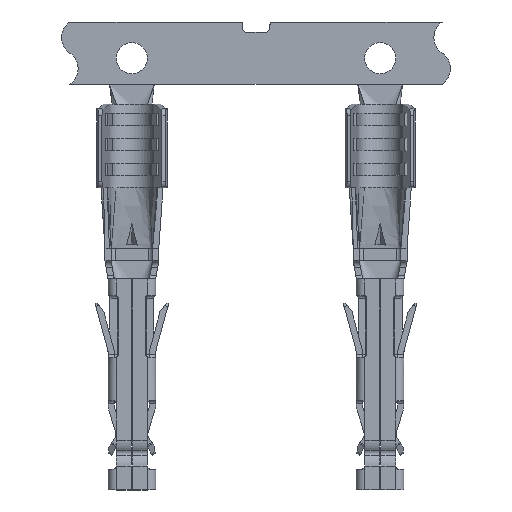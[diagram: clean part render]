
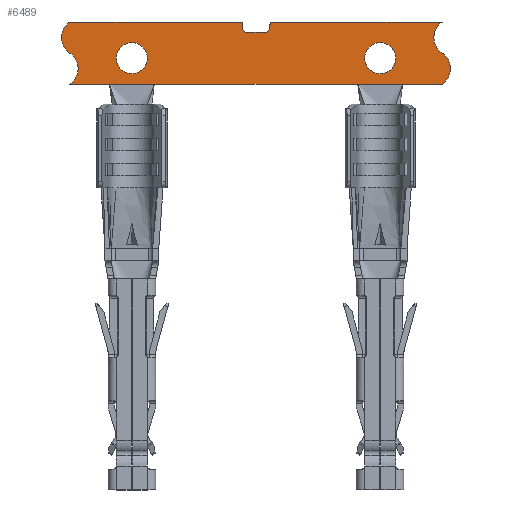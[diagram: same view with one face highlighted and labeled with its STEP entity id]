
A CAD part, top view. The second image highlights one B-rep face of the part: STEP entity #6489.
In plain terms, the highlighted planar face has unit normal (0, 0, 1).
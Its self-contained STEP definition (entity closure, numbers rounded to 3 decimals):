
#353=CIRCLE('',#7057,0.9);
#355=CIRCLE('',#7061,0.9);
#357=CIRCLE('',#7064,0.9);
#359=CIRCLE('',#7068,0.2);
#361=CIRCLE('',#7072,0.2);
#363=CIRCLE('',#7076,0.2);
#364=CIRCLE('',#7080,0.75);
#366=CIRCLE('',#7083,0.75);
#369=CIRCLE('',#7087,0.9);
#2391=ORIENTED_EDGE('',*,*,#3375,.F.);
#2392=ORIENTED_EDGE('',*,*,#3373,.T.);
#2393=ORIENTED_EDGE('',*,*,#3338,.T.);
#2394=ORIENTED_EDGE('',*,*,#3342,.T.);
#2395=ORIENTED_EDGE('',*,*,#3345,.T.);
#2396=ORIENTED_EDGE('',*,*,#3348,.T.);
#2397=ORIENTED_EDGE('',*,*,#3351,.T.);
#2398=ORIENTED_EDGE('',*,*,#3354,.T.);
#2399=ORIENTED_EDGE('',*,*,#3357,.T.);
#2400=ORIENTED_EDGE('',*,*,#3360,.T.);
#2401=ORIENTED_EDGE('',*,*,#3363,.T.);
#2402=ORIENTED_EDGE('',*,*,#3366,.T.);
#2403=ORIENTED_EDGE('',*,*,#3369,.T.);
#2404=ORIENTED_EDGE('',*,*,#3372,.T.);
#2405=ORIENTED_EDGE('',*,*,#3378,.T.);
#3338=EDGE_CURVE('',#3973,#3972,#353,.T.);
#3342=EDGE_CURVE('',#3972,#3975,#4617,.T.);
#3345=EDGE_CURVE('',#3975,#3977,#355,.T.);
#3348=EDGE_CURVE('',#3977,#3979,#357,.T.);
#3351=EDGE_CURVE('',#3979,#3981,#4622,.T.);
#3354=EDGE_CURVE('',#3981,#3983,#359,.T.);
#3357=EDGE_CURVE('',#3983,#3985,#4626,.T.);
#3360=EDGE_CURVE('',#3985,#3987,#361,.T.);
#3363=EDGE_CURVE('',#3987,#3989,#4630,.T.);
#3366=EDGE_CURVE('',#3989,#3991,#363,.T.);
#3369=EDGE_CURVE('',#3991,#3993,#4634,.T.);
#3372=EDGE_CURVE('',#3993,#3995,#4637,.T.);
#3373=EDGE_CURVE('',#3996,#3996,#364,.T.);
#3375=EDGE_CURVE('',#3998,#3998,#366,.T.);
#3378=EDGE_CURVE('',#3995,#3973,#369,.T.);
#3972=VERTEX_POINT('',#11226);
#3973=VERTEX_POINT('',#11228);
#3975=VERTEX_POINT('',#11234);
#3977=VERTEX_POINT('',#11240);
#3979=VERTEX_POINT('',#11246);
#3981=VERTEX_POINT('',#11252);
#3983=VERTEX_POINT('',#11258);
#3985=VERTEX_POINT('',#11264);
#3987=VERTEX_POINT('',#11270);
#3989=VERTEX_POINT('',#11276);
#3991=VERTEX_POINT('',#11282);
#3993=VERTEX_POINT('',#11288);
#3995=VERTEX_POINT('',#11294);
#3996=VERTEX_POINT('',#11298);
#3998=VERTEX_POINT('',#11303);
#4617=LINE('',#11235,#5255);
#4622=LINE('',#11253,#5260);
#4626=LINE('',#11265,#5264);
#4630=LINE('',#11277,#5268);
#4634=LINE('',#11289,#5272);
#4637=LINE('',#11295,#5275);
#5255=VECTOR('',#8795,1000.);
#5260=VECTOR('',#8814,1000.);
#5264=VECTOR('',#8826,1000.);
#5268=VECTOR('',#8838,1000.);
#5272=VECTOR('',#8850,1000.);
#5275=VECTOR('',#8855,1000.);
#5615=EDGE_LOOP('',(#2391));
#5616=EDGE_LOOP('',(#2392));
#5617=EDGE_LOOP('',(#2393,#2394,#2395,#2396,#2397,#2398,#2399,#2400,#2401,
#2402,#2403,#2404,#2405));
#5960=FACE_BOUND('',#5615,.T.);
#5961=FACE_BOUND('',#5616,.T.);
#5962=FACE_BOUND('',#5617,.T.);
#6151=PLANE('',#7088);
#6489=ADVANCED_FACE('',(#5960,#5961,#5962),#6151,.F.);
#7057=AXIS2_PLACEMENT_3D('',#11227,#8788,#8789);
#7061=AXIS2_PLACEMENT_3D('',#11241,#8801,#8802);
#7064=AXIS2_PLACEMENT_3D('',#11247,#8808,#8809);
#7068=AXIS2_PLACEMENT_3D('',#11259,#8820,#8821);
#7072=AXIS2_PLACEMENT_3D('',#11271,#8832,#8833);
#7076=AXIS2_PLACEMENT_3D('',#11283,#8844,#8845);
#7080=AXIS2_PLACEMENT_3D('',#11297,#8858,#8859);
#7083=AXIS2_PLACEMENT_3D('',#11302,#8864,#8865);
#7087=AXIS2_PLACEMENT_3D('',#11308,#8872,#8873);
#7088=AXIS2_PLACEMENT_3D('',#11309,#8874,#8875);
#8788=DIRECTION('',(0.,0.,-1.));
#8789=DIRECTION('',(-1.,0.,0.));
#8795=DIRECTION('',(1.,0.,0.));
#8801=DIRECTION('',(0.,0.,1.));
#8802=DIRECTION('',(-1.,0.,0.));
#8808=DIRECTION('',(0.,0.,-1.));
#8809=DIRECTION('',(1.,0.,0.));
#8814=DIRECTION('',(-1.,0.,0.));
#8820=DIRECTION('',(0.,0.,1.));
#8821=DIRECTION('',(1.,0.,0.));
#8826=DIRECTION('',(0.,-1.,0.));
#8832=DIRECTION('',(0.,0.,-1.));
#8833=DIRECTION('',(-1.,0.,0.));
#8838=DIRECTION('',(-1.,0.,0.));
#8844=DIRECTION('',(0.,0.,-1.));
#8845=DIRECTION('',(1.,0.,0.));
#8850=DIRECTION('',(0.,1.,0.));
#8855=DIRECTION('',(-1.,0.,0.));
#8858=DIRECTION('',(0.,0.,-1.));
#8859=DIRECTION('',(1.,0.,0.));
#8864=DIRECTION('',(0.,0.,1.));
#8865=DIRECTION('',(1.,0.,0.));
#8872=DIRECTION('',(0.,0.,1.));
#8873=DIRECTION('',(1.,0.,0.));
#8874=DIRECTION('',(0.,0.,-1.));
#8875=DIRECTION('',(-1.,0.,0.));
#11226=CARTESIAN_POINT('',(-9.,-1.5,0.3));
#11227=CARTESIAN_POINT('',(-9.497,-0.75,0.3));
#11228=CARTESIAN_POINT('',(-9.,0.,0.3));
#11234=CARTESIAN_POINT('',(9.,-1.5,0.3));
#11235=CARTESIAN_POINT('',(-9.,-1.5,0.3));
#11240=CARTESIAN_POINT('',(9.,0.,0.3));
#11241=CARTESIAN_POINT('',(8.503,-0.75,0.3));
#11246=CARTESIAN_POINT('',(9.,1.5,0.3));
#11247=CARTESIAN_POINT('',(9.497,0.75,0.3));
#11252=CARTESIAN_POINT('',(0.85,1.5,0.3));
#11253=CARTESIAN_POINT('',(9.,1.5,0.3));
#11258=CARTESIAN_POINT('',(0.65,1.3,0.3));
#11259=CARTESIAN_POINT('',(0.85,1.3,0.3));
#11264=CARTESIAN_POINT('',(0.65,1.2,0.3));
#11265=CARTESIAN_POINT('',(0.65,1.2,0.3));
#11270=CARTESIAN_POINT('',(0.45,1.,0.3));
#11271=CARTESIAN_POINT('',(0.45,1.2,0.3));
#11276=CARTESIAN_POINT('',(-0.45,1.,0.3));
#11277=CARTESIAN_POINT('',(-0.45,1.,0.3));
#11282=CARTESIAN_POINT('',(-0.65,1.2,0.3));
#11283=CARTESIAN_POINT('',(-0.45,1.2,0.3));
#11288=CARTESIAN_POINT('',(-0.65,1.5,0.3));
#11289=CARTESIAN_POINT('',(-0.65,1.5,0.3));
#11294=CARTESIAN_POINT('',(-9.,1.5,0.3));
#11295=CARTESIAN_POINT('',(-0.65,1.5,0.3));
#11297=CARTESIAN_POINT('',(-6.,-0.25,0.3));
#11298=CARTESIAN_POINT('',(-5.25,-0.25,0.3));
#11302=CARTESIAN_POINT('',(6.,-0.25,0.3));
#11303=CARTESIAN_POINT('',(6.75,-0.25,0.3));
#11308=CARTESIAN_POINT('',(-8.503,0.75,0.3));
#11309=CARTESIAN_POINT('',(-9.497,-0.75,0.3));
